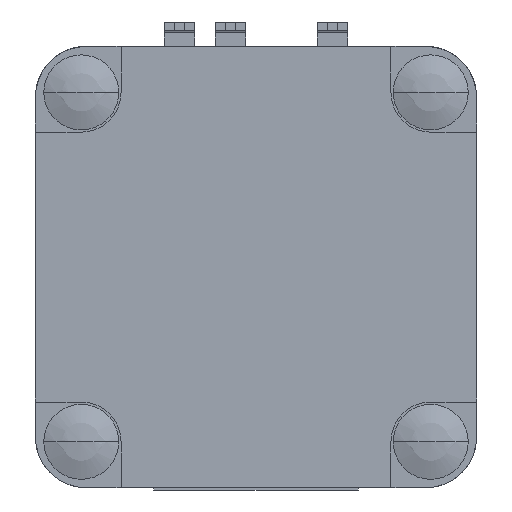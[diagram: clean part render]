
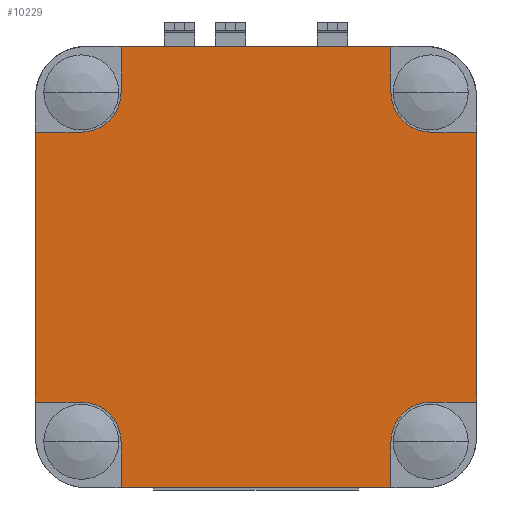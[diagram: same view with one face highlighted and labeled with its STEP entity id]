
A CAD part, front view. The second image highlights one B-rep face of the part: STEP entity #10229.
In plain terms, the highlighted planar face has unit normal (0, -1, 0).
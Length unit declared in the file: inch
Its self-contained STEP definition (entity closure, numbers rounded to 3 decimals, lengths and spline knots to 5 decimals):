
#542=CARTESIAN_POINT('',(-0.3425,-0.408,-0.343));
#543=DIRECTION('',(0.,1.,0.));
#544=DIRECTION('',(0.,0.,1.));
#545=AXIS2_PLACEMENT_3D('',#542,#543,#544);
#556=DIRECTION('',(0.,0.,-1.));
#557=VECTOR('',#556,0.09);
#558=CARTESIAN_POINT('',(0.2645,-0.408,0.432));
#559=LINE('',#558,#557);
#560=DIRECTION('',(-1.,0.,0.));
#561=VECTOR('',#560,0.09);
#562=CARTESIAN_POINT('',(0.4325,-0.408,0.264));
#563=LINE('',#562,#561);
#564=DIRECTION('',(0.,0.,-1.));
#565=VECTOR('',#564,0.529);
#566=CARTESIAN_POINT('',(0.4325,-0.408,0.264));
#567=LINE('',#566,#565);
#568=DIRECTION('',(-1.,0.,0.));
#569=VECTOR('',#568,0.09);
#570=CARTESIAN_POINT('',(0.4325,-0.408,-0.265));
#571=LINE('',#570,#569);
#572=DIRECTION('',(0.,0.,1.));
#573=VECTOR('',#572,0.09);
#574=CARTESIAN_POINT('',(0.2645,-0.408,-0.433));
#575=LINE('',#574,#573);
#576=DIRECTION('',(-1.,0.,0.));
#577=VECTOR('',#576,0.529);
#578=CARTESIAN_POINT('',(0.2645,-0.408,-0.433));
#579=LINE('',#578,#577);
#580=DIRECTION('',(0.,0.,1.));
#581=VECTOR('',#580,0.09);
#582=CARTESIAN_POINT('',(-0.2645,-0.408,-0.433));
#583=LINE('',#582,#581);
#584=DIRECTION('',(1.,0.,0.));
#585=VECTOR('',#584,0.09);
#586=CARTESIAN_POINT('',(-0.4325,-0.408,-0.265));
#587=LINE('',#586,#585);
#588=DIRECTION('',(0.,0.,1.));
#589=VECTOR('',#588,0.529);
#590=CARTESIAN_POINT('',(-0.4325,-0.408,-0.265));
#591=LINE('',#590,#589);
#592=DIRECTION('',(1.,0.,0.));
#593=VECTOR('',#592,0.09);
#594=CARTESIAN_POINT('',(-0.4325,-0.408,0.264));
#595=LINE('',#594,#593);
#596=DIRECTION('',(0.,0.,-1.));
#597=VECTOR('',#596,0.09);
#598=CARTESIAN_POINT('',(-0.2645,-0.408,0.432));
#599=LINE('',#598,#597);
#600=DIRECTION('',(1.,0.,0.));
#601=VECTOR('',#600,0.529);
#602=CARTESIAN_POINT('',(-0.2645,-0.408,0.432));
#603=LINE('',#602,#601);
#608=CARTESIAN_POINT('',(0.3425,-0.408,0.342));
#609=DIRECTION('',(0.,1.,0.));
#610=DIRECTION('',(0.,0.,-1.));
#611=AXIS2_PLACEMENT_3D('',#608,#609,#610);
#677=CARTESIAN_POINT('',(0.3425,-0.408,-0.343));
#678=DIRECTION('',(0.,1.,0.));
#679=DIRECTION('',(-1.,0.,0.));
#680=AXIS2_PLACEMENT_3D('',#677,#678,#679);
#746=CARTESIAN_POINT('',(-0.3425,-0.408,0.342));
#747=DIRECTION('',(0.,1.,0.));
#748=DIRECTION('',(1.,0.,0.));
#749=AXIS2_PLACEMENT_3D('',#746,#747,#748);
#9009=CARTESIAN_POINT('',(-0.2645,-0.408,0.432));
#9010=VERTEX_POINT('',#9009);
#9011=CARTESIAN_POINT('',(0.2645,-0.408,0.432));
#9012=VERTEX_POINT('',#9011);
#9017=CARTESIAN_POINT('',(0.4325,-0.408,-0.265));
#9018=VERTEX_POINT('',#9017);
#9019=CARTESIAN_POINT('',(0.4325,-0.408,0.264));
#9020=VERTEX_POINT('',#9019);
#9025=CARTESIAN_POINT('',(0.2645,-0.408,-0.433));
#9026=VERTEX_POINT('',#9025);
#9027=CARTESIAN_POINT('',(-0.2645,-0.408,-0.433));
#9028=VERTEX_POINT('',#9027);
#9033=CARTESIAN_POINT('',(-0.4325,-0.408,-0.265));
#9034=VERTEX_POINT('',#9033);
#9035=CARTESIAN_POINT('',(-0.4325,-0.408,0.264));
#9036=VERTEX_POINT('',#9035);
#9037=CARTESIAN_POINT('',(0.2645,-0.408,-0.343));
#9039=VERTEX_POINT('',#9037);
#9041=CARTESIAN_POINT('',(0.3425,-0.408,-0.265));
#9043=VERTEX_POINT('',#9041);
#9045=CARTESIAN_POINT('',(0.3425,-0.408,0.264));
#9047=VERTEX_POINT('',#9045);
#9049=CARTESIAN_POINT('',(0.2645,-0.408,0.342));
#9051=VERTEX_POINT('',#9049);
#9053=CARTESIAN_POINT('',(-0.2645,-0.408,0.342));
#9055=VERTEX_POINT('',#9053);
#9057=CARTESIAN_POINT('',(-0.3425,-0.408,0.264));
#9059=VERTEX_POINT('',#9057);
#9061=CARTESIAN_POINT('',(-0.3425,-0.408,-0.265));
#9063=VERTEX_POINT('',#9061);
#9065=CARTESIAN_POINT('',(-0.2645,-0.408,-0.343));
#9067=VERTEX_POINT('',#9065);
#10196=CARTESIAN_POINT('',(0.,-0.408,-0.0005));
#10197=DIRECTION('',(0.,1.,0.));
#10198=DIRECTION('',(0.,0.,-1.));
#10199=AXIS2_PLACEMENT_3D('',#10196,#10197,#10198);
#10200=PLANE('',#10199);
#10202=ORIENTED_EDGE('',*,*,#10201,.T.);
#10204=ORIENTED_EDGE('',*,*,#10203,.F.);
#10206=ORIENTED_EDGE('',*,*,#10205,.F.);
#10207=ORIENTED_EDGE('',*,*,#9974,.T.);
#10209=ORIENTED_EDGE('',*,*,#10208,.T.);
#10211=ORIENTED_EDGE('',*,*,#10210,.F.);
#10213=ORIENTED_EDGE('',*,*,#10212,.F.);
#10214=ORIENTED_EDGE('',*,*,#10060,.T.);
#10216=ORIENTED_EDGE('',*,*,#10215,.T.);
#10217=ORIENTED_EDGE('',*,*,#10161,.F.);
#10218=ORIENTED_EDGE('',*,*,#10184,.F.);
#10219=ORIENTED_EDGE('',*,*,#9740,.T.);
#10221=ORIENTED_EDGE('',*,*,#10220,.T.);
#10223=ORIENTED_EDGE('',*,*,#10222,.F.);
#10225=ORIENTED_EDGE('',*,*,#10224,.F.);
#10226=ORIENTED_EDGE('',*,*,#9834,.T.);
#10227=EDGE_LOOP('',(#10202,#10204,#10206,#10207,#10209,#10211,#10213,#10214,
#10216,#10217,#10218,#10219,#10221,#10223,#10225,#10226));
#10228=FACE_OUTER_BOUND('',#10227,.F.);
#10229=ADVANCED_FACE('',(#10228),#10200,.F.);
#546=CIRCLE('',#545,0.078);
#612=CIRCLE('',#611,0.078);
#681=CIRCLE('',#680,0.078);
#750=CIRCLE('',#749,0.078);
#9740=EDGE_CURVE('',#9034,#9036,#591,.T.);
#9834=EDGE_CURVE('',#9010,#9012,#603,.T.);
#9974=EDGE_CURVE('',#9020,#9018,#567,.T.);
#10060=EDGE_CURVE('',#9026,#9028,#579,.T.);
#10161=EDGE_CURVE('',#9063,#9067,#546,.T.);
#10184=EDGE_CURVE('',#9034,#9063,#587,.T.);
#10201=EDGE_CURVE('',#9012,#9051,#559,.T.);
#10203=EDGE_CURVE('',#9047,#9051,#612,.T.);
#10205=EDGE_CURVE('',#9020,#9047,#563,.T.);
#10208=EDGE_CURVE('',#9018,#9043,#571,.T.);
#10210=EDGE_CURVE('',#9039,#9043,#681,.T.);
#10212=EDGE_CURVE('',#9026,#9039,#575,.T.);
#10215=EDGE_CURVE('',#9028,#9067,#583,.T.);
#10220=EDGE_CURVE('',#9036,#9059,#595,.T.);
#10222=EDGE_CURVE('',#9055,#9059,#750,.T.);
#10224=EDGE_CURVE('',#9010,#9055,#599,.T.);
